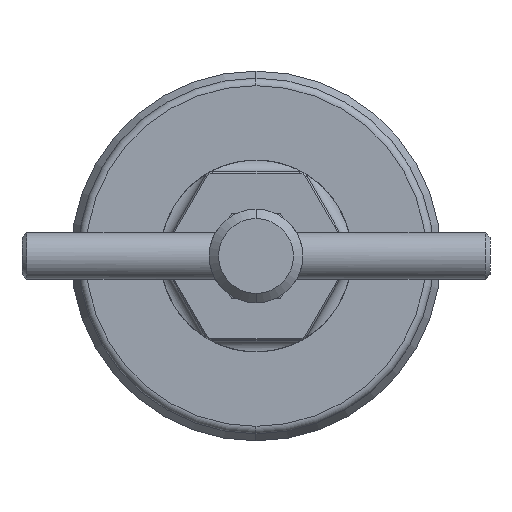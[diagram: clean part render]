
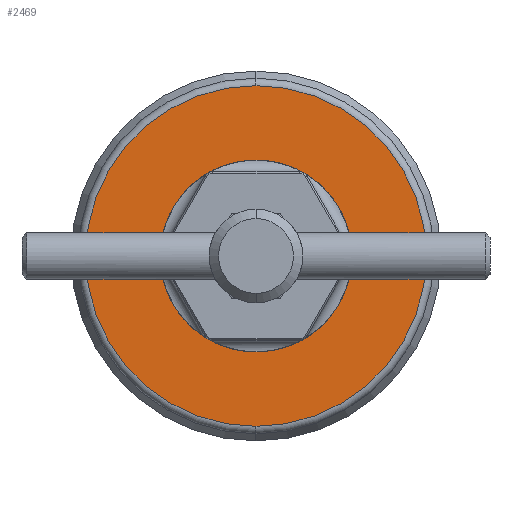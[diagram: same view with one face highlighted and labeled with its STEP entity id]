
A CAD part, front view. The second image highlights one B-rep face of the part: STEP entity #2469.
In plain terms, the highlighted planar face has unit normal (0, -1, 0).
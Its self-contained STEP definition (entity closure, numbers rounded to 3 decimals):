
#251 = ORIENTED_EDGE ( 'NONE', *, *, #10359, .T. ) ;
#575 = CARTESIAN_POINT ( 'NONE',  ( 0., -201.5, 0. ) ) ;
#702 = AXIS2_PLACEMENT_3D ( 'NONE', #10858, #12842, #2580 ) ;
#1077 = DIRECTION ( 'NONE',  ( 0., 0., -1. ) ) ;
#1742 = CARTESIAN_POINT ( 'NONE',  ( 0., -201.5, -36.4 ) ) ;
#1796 = CIRCLE ( 'NONE', #2945, 20.5 ) ;
#2469 = ADVANCED_FACE ( 'NONE', ( #11463, #12410 ), #9708, .F. ) ;
#2499 = DIRECTION ( 'NONE',  ( 0., 1., 0. ) ) ;
#2546 = ORIENTED_EDGE ( 'NONE', *, *, #13268, .F. ) ;
#2580 = DIRECTION ( 'NONE',  ( 0., 0., -1. ) ) ;
#2945 = AXIS2_PLACEMENT_3D ( 'NONE', #575, #8958, #13037 ) ;
#3539 = CARTESIAN_POINT ( 'NONE',  ( 0., -201.5, -20.5 ) ) ;
#5042 = VERTEX_POINT ( 'NONE', #7623 ) ;
#6053 = CIRCLE ( 'NONE', #702, 36.4 ) ;
#6626 = CARTESIAN_POINT ( 'NONE',  ( -36.4, -201.5, 0. ) ) ;
#7179 = AXIS2_PLACEMENT_3D ( 'NONE', #9389, #8263, #1077 ) ;
#7396 = ORIENTED_EDGE ( 'NONE', *, *, #13198, .F. ) ;
#7501 = VERTEX_POINT ( 'NONE', #3539 ) ;
#7623 = CARTESIAN_POINT ( 'NONE',  ( 0., -201.5, 20.5 ) ) ;
#8263 = DIRECTION ( 'NONE',  ( 0., -1., 0. ) ) ;
#8958 = DIRECTION ( 'NONE',  ( 0., -1., 0. ) ) ;
#9172 = ORIENTED_EDGE ( 'NONE', *, *, #10563, .T. ) ;
#9389 = CARTESIAN_POINT ( 'NONE',  ( 0., -201.5, 0. ) ) ;
#9484 = DIRECTION ( 'NONE',  ( 0., -1., 0. ) ) ;
#9708 = PLANE ( 'NONE',  #12699 ) ;
#9825 = VERTEX_POINT ( 'NONE', #13371 ) ;
#9929 = CIRCLE ( 'NONE', #7179, 36.4 ) ;
#10359 = EDGE_CURVE ( 'NONE', #13329, #9825, #6053, .T. ) ;
#10519 = CIRCLE ( 'NONE', #12230, 20.5 ) ;
#10563 = EDGE_CURVE ( 'NONE', #9825, #13329, #9929, .T. ) ;
#10858 = CARTESIAN_POINT ( 'NONE',  ( 0., -201.5, 0. ) ) ;
#11176 = EDGE_LOOP ( 'NONE', ( #251, #9172 ) ) ;
#11221 = EDGE_LOOP ( 'NONE', ( #2546, #7396 ) ) ;
#11413 = CARTESIAN_POINT ( 'NONE',  ( 0., -201.5, 0. ) ) ;
#11463 = FACE_BOUND ( 'NONE', #11221, .T. ) ;
#12230 = AXIS2_PLACEMENT_3D ( 'NONE', #11413, #9484, #12398 ) ;
#12398 = DIRECTION ( 'NONE',  ( 0., 0., -1. ) ) ;
#12410 = FACE_OUTER_BOUND ( 'NONE', #11176, .T. ) ;
#12699 = AXIS2_PLACEMENT_3D ( 'NONE', #6626, #2499, #12903 ) ;
#12842 = DIRECTION ( 'NONE',  ( 0., -1., 0. ) ) ;
#12903 = DIRECTION ( 'NONE',  ( 0., 0., 1. ) ) ;
#13037 = DIRECTION ( 'NONE',  ( 0., 0., -1. ) ) ;
#13198 = EDGE_CURVE ( 'NONE', #5042, #7501, #10519, .T. ) ;
#13268 = EDGE_CURVE ( 'NONE', #7501, #5042, #1796, .T. ) ;
#13329 = VERTEX_POINT ( 'NONE', #1742 ) ;
#13371 = CARTESIAN_POINT ( 'NONE',  ( 0., -201.5, 36.4 ) ) ;
